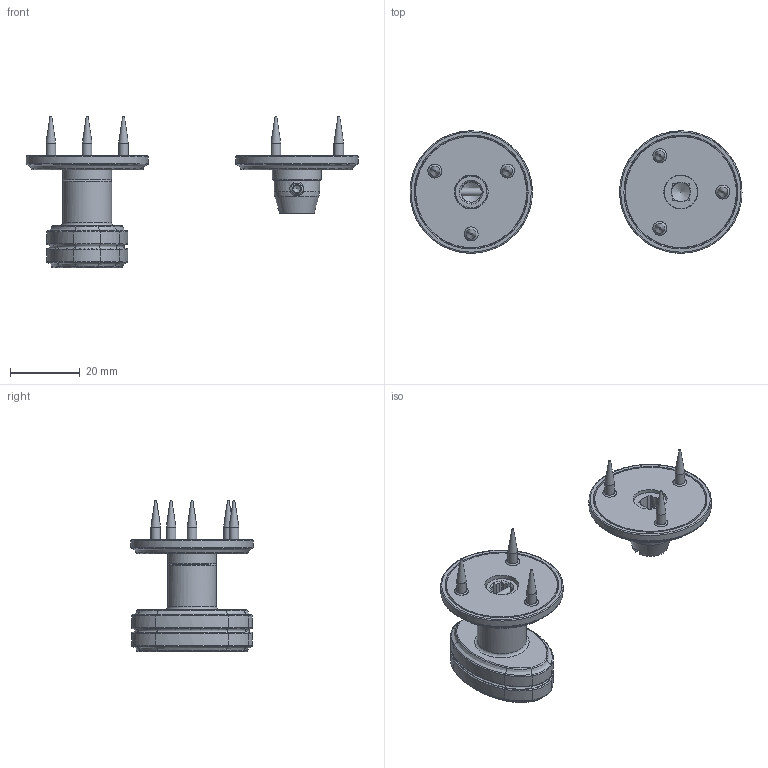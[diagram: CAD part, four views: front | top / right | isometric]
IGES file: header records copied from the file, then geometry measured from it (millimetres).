
Global section: file name: PK8161TCR; native system: Autodesk Inventor 2024; preprocessor: unknown; author: rclarke; date: 20250319.131706; units: millimetre
Bounding box: 95 x 34.98 x 43.26 mm (x, y, z)
Volume: 14791.4 mm3; surface area: 14572.6 mm2
Topology: 16 solids, 16 shells, 396 faces, 1027 edges, 685 vertices
Faces by surface type: bspline 396
